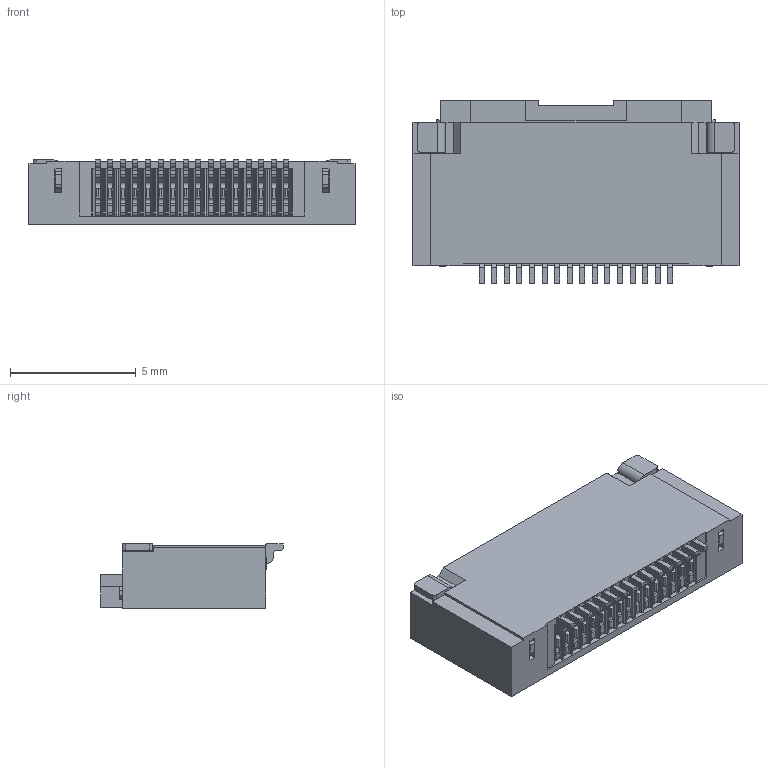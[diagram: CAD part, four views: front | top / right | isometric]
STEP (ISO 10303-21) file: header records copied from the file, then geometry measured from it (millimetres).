
FILE_DESCRIPTION((''),'2;1');
FILE_NAME('FPC05-255H-COVER-16P_ASM','2022-12-19T16:24:47',('Administrator'),(''),'CREO PARAMETRIC BY PTC INC, 2020033','CREO PARAMETRIC BY PTC INC, 2020033','');
FILE_SCHEMA(('CONFIG_CONTROL_DESIGN'));
Length unit declared in the file: millimetre
Products named in the file (1): FPC05-255H-COVER-16P_ASM
Bounding box: 12.95 x 7.25 x 2.55 mm (x, y, z)
Volume: 136.3 mm3; surface area: 785.4 mm2
Topology: 1 solids, 1 shells, 1595 faces, 4878 edges, 3167 vertices
Faces by surface type: plane 907, cylinder 622, sphere 32, torus 32, bspline 2
Entity records: 55241 total; most frequent: CARTESIAN_POINT 10638, ORIENTED_EDGE 9756, DIRECTION 9147, EDGE_CURVE 4878, VECTOR 3447, LINE 3447, VERTEX_POINT 3167, AXIS2_PLACEMENT_3D 2850
